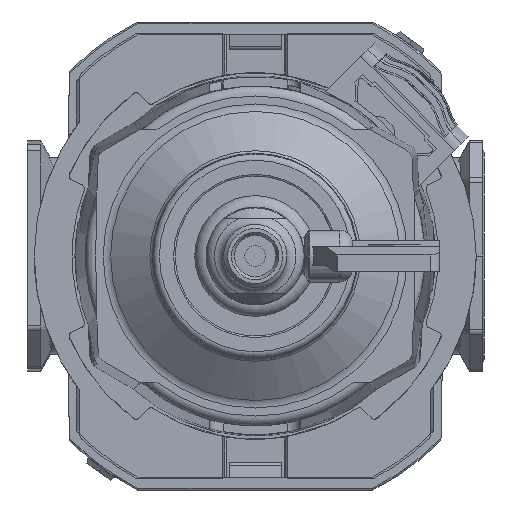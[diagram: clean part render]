
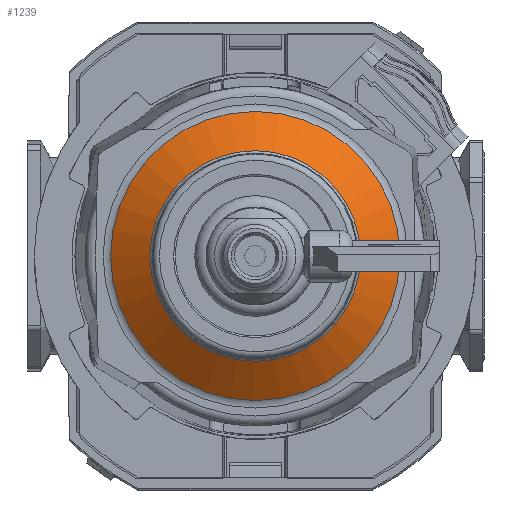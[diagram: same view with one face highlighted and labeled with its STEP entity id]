
A CAD part, front view. The second image highlights one B-rep face of the part: STEP entity #1239.
In plain terms, the highlighted conical face has half-angle 54.996 degrees and reference radius 22.24 mm.
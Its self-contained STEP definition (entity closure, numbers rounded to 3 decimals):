
#1239 = ADVANCED_FACE( '', ( #3300, #3301 ), #3302, .T. );
#3300 = FACE_BOUND( '', #6294, .T. );
#3301 = FACE_OUTER_BOUND( '', #6295, .T. );
#3302 = CONICAL_SURFACE( '', #6296, 22.24, 0.96 );
#6294 = EDGE_LOOP( '', ( #10279 ) );
#6295 = EDGE_LOOP( '', ( #10280 ) );
#6296 = AXIS2_PLACEMENT_3D( '', #10281, #10282, #10283 );
#10279 = ORIENTED_EDGE( '', *, *, #18970, .F. );
#10280 = ORIENTED_EDGE( '', *, *, #18971, .T. );
#10281 = CARTESIAN_POINT( '', ( 0., 5.938, 0. ) );
#10282 = DIRECTION( '', ( 0., 1., 0. ) );
#10283 = DIRECTION( '', ( -1., 0., 0. ) );
#18970 = EDGE_CURVE( '', #22950, #22950, #22951, .T. );
#18971 = EDGE_CURVE( '', #22952, #22952, #22953, .T. );
#22950 = VERTEX_POINT( '', #29189 );
#22951 = CIRCLE( '', #29190, 16.199 );
#22952 = VERTEX_POINT( '', #29191 );
#22953 = CIRCLE( '', #29192, 22.24 );
#29189 = CARTESIAN_POINT( '', ( 16.199, 1.708, 0. ) );
#29190 = AXIS2_PLACEMENT_3D( '', #38103, #38104, #38105 );
#29191 = CARTESIAN_POINT( '', ( 22.24, 5.938, 0. ) );
#29192 = AXIS2_PLACEMENT_3D( '', #38106, #38107, #38108 );
#38103 = CARTESIAN_POINT( '', ( 0., 1.708, 0. ) );
#38104 = DIRECTION( '', ( 0., -1., 0. ) );
#38105 = DIRECTION( '', ( 1., 0., 0. ) );
#38106 = CARTESIAN_POINT( '', ( 0., 5.938, 0. ) );
#38107 = DIRECTION( '', ( 0., -1., 0. ) );
#38108 = DIRECTION( '', ( 1., 0., 0. ) );
